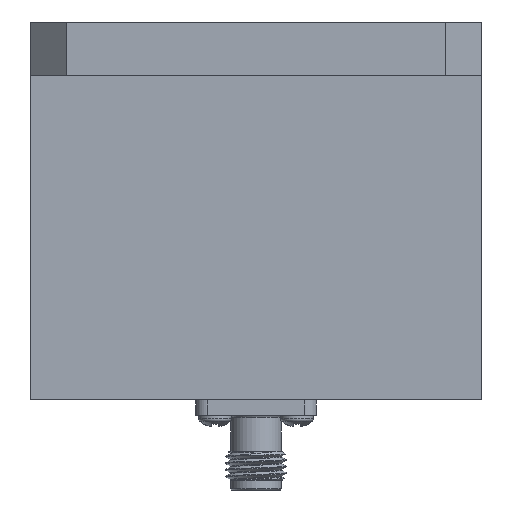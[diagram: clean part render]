
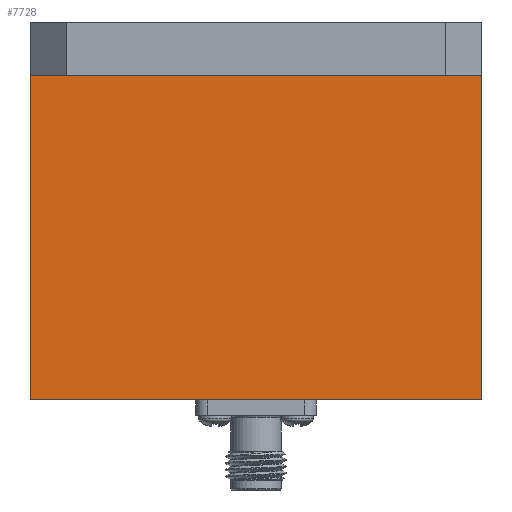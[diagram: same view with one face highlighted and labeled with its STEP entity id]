
A CAD part, front view. The second image highlights one B-rep face of the part: STEP entity #7728.
In plain terms, the highlighted planar face has unit normal (0, -1, 0).
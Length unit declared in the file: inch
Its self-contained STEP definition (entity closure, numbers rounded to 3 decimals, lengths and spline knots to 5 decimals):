
#200 = VERTEX_POINT ( 'NONE', #1907 ) ;
#391 = VERTEX_POINT ( 'NONE', #2807 ) ;
#717 = CARTESIAN_POINT ( 'NONE',  ( 0.9375, -0.4645, -1.568 ) ) ;
#1092 = EDGE_CURVE ( 'NONE', #4727, #391, #4205, .T. ) ;
#1659 = DIRECTION ( 'NONE',  ( 0., 0., 1. ) ) ;
#1907 = CARTESIAN_POINT ( 'NONE',  ( 0.9375, -0.4645, -0.22 ) ) ;
#1996 = DIRECTION ( 'NONE',  ( 0., 0., -1. ) ) ;
#2099 = VECTOR ( 'NONE', #4143, 39.37008 ) ;
#2404 = CARTESIAN_POINT ( 'NONE',  ( -0.9375, -0.4645, -1.568 ) ) ;
#2807 = CARTESIAN_POINT ( 'NONE',  ( -0.9375, -0.4645, -0.22 ) ) ;
#2904 = VERTEX_POINT ( 'NONE', #4744 ) ;
#3305 = DIRECTION ( 'NONE',  ( -1., 0., 0. ) ) ;
#3350 = CARTESIAN_POINT ( 'NONE',  ( -0.9375, -0.4645, -1.568 ) ) ;
#3468 = DIRECTION ( 'NONE',  ( 1., 0., 0. ) ) ;
#3675 = VECTOR ( 'NONE', #1659, 39.37008 ) ;
#4091 = VECTOR ( 'NONE', #3305, 39.37008 ) ;
#4143 = DIRECTION ( 'NONE',  ( 0., 0., 1. ) ) ;
#4205 = LINE ( 'NONE', #8086, #2099 ) ;
#4727 = VERTEX_POINT ( 'NONE', #2404 ) ;
#4744 = CARTESIAN_POINT ( 'NONE',  ( 0.9375, -0.4645, -1.568 ) ) ;
#5544 = LINE ( 'NONE', #717, #3675 ) ;
#5852 = EDGE_CURVE ( 'NONE', #4727, #2904, #12181, .T. ) ;
#6373 = EDGE_LOOP ( 'NONE', ( #7514, #11401, #10342, #11854 ) ) ;
#6938 = AXIS2_PLACEMENT_3D ( 'NONE', #11864, #8933, #1996 ) ;
#7096 = PLANE ( 'NONE',  #6938 ) ;
#7228 = EDGE_CURVE ( 'NONE', #2904, #200, #5544, .T. ) ;
#7514 = ORIENTED_EDGE ( 'NONE', *, *, #7228, .T. ) ;
#7523 = EDGE_CURVE ( 'NONE', #200, #391, #10812, .T. ) ;
#7728 = ADVANCED_FACE ( 'NONE', ( #11801 ), #7096, .T. ) ;
#7970 = VECTOR ( 'NONE', #3468, 39.37008 ) ;
#8086 = CARTESIAN_POINT ( 'NONE',  ( -0.9375, -0.4645, -1.568 ) ) ;
#8841 = CARTESIAN_POINT ( 'NONE',  ( 0., -0.4645, -0.22 ) ) ;
#8933 = DIRECTION ( 'NONE',  ( 0., -1., 0. ) ) ;
#10342 = ORIENTED_EDGE ( 'NONE', *, *, #1092, .F. ) ;
#10812 = LINE ( 'NONE', #8841, #4091 ) ;
#11401 = ORIENTED_EDGE ( 'NONE', *, *, #7523, .T. ) ;
#11801 = FACE_OUTER_BOUND ( 'NONE', #6373, .T. ) ;
#11854 = ORIENTED_EDGE ( 'NONE', *, *, #5852, .T. ) ;
#11864 = CARTESIAN_POINT ( 'NONE',  ( -0.9375, -0.4645, -1.568 ) ) ;
#12181 = LINE ( 'NONE', #3350, #7970 ) ;
